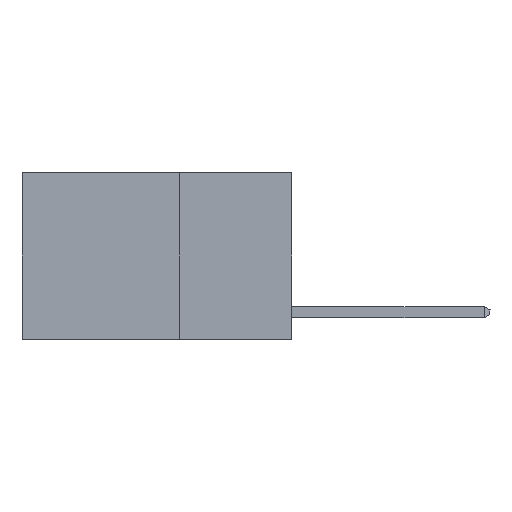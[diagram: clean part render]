
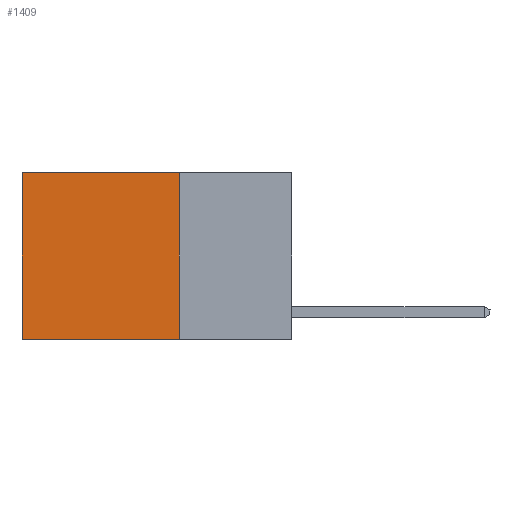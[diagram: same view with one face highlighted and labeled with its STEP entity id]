
A CAD part, left-side view. The second image highlights one B-rep face of the part: STEP entity #1409.
In plain terms, the highlighted planar face has unit normal (-1, 0, 0).
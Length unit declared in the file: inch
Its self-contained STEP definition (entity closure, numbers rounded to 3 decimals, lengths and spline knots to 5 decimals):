
#791 = DIRECTION ( 'NONE',  ( 1., 0., 0. ) ) ;
#1017 = VERTEX_POINT ( 'NONE', #11446 ) ;
#1409 = ADVANCED_FACE ( 'NONE', ( #8721 ), #7199, .F. ) ;
#1632 = EDGE_CURVE ( 'NONE', #27003, #6732, #10450, .T. ) ;
#2954 = CARTESIAN_POINT ( 'NONE',  ( 0.2625, 0.25, 0. ) ) ;
#2969 = DIRECTION ( 'NONE',  ( 0., 0., -1. ) ) ;
#3535 = VECTOR ( 'NONE', #28494, 39.37008 ) ;
#4273 = CARTESIAN_POINT ( 'NONE',  ( 0.2625, 0.25, -0.37 ) ) ;
#5070 = CARTESIAN_POINT ( 'NONE',  ( 0.2625, 0.25, 0. ) ) ;
#5465 = LINE ( 'NONE', #4273, #12340 ) ;
#6732 = VERTEX_POINT ( 'NONE', #22590 ) ;
#7048 = ORIENTED_EDGE ( 'NONE', *, *, #27040, .T. ) ;
#7199 = PLANE ( 'NONE',  #14897 ) ;
#8721 = FACE_OUTER_BOUND ( 'NONE', #15098, .T. ) ;
#9009 = ORIENTED_EDGE ( 'NONE', *, *, #1632, .T. ) ;
#9742 = EDGE_CURVE ( 'NONE', #27003, #15124, #27631, .T. ) ;
#10450 = LINE ( 'NONE', #18505, #3535 ) ;
#11446 = CARTESIAN_POINT ( 'NONE',  ( 0.2625, 0.6, -0.37 ) ) ;
#12340 = VECTOR ( 'NONE', #17301, 39.37008 ) ;
#13942 = DIRECTION ( 'NONE',  ( 0., 0., -1. ) ) ;
#14897 = AXIS2_PLACEMENT_3D ( 'NONE', #18806, #791, #2969 ) ;
#15098 = EDGE_LOOP ( 'NONE', ( #7048, #23176, #23243, #9009 ) ) ;
#15124 = VERTEX_POINT ( 'NONE', #19144 ) ;
#15957 = VECTOR ( 'NONE', #25076, 39.37008 ) ;
#16068 = CARTESIAN_POINT ( 'NONE',  ( 0.2625, 0.6, 0. ) ) ;
#17301 = DIRECTION ( 'NONE',  ( 0., 1., 0. ) ) ;
#18505 = CARTESIAN_POINT ( 'NONE',  ( 0.2625, 0.25, 0. ) ) ;
#18806 = CARTESIAN_POINT ( 'NONE',  ( 0.2625, 0.25, 0. ) ) ;
#19144 = CARTESIAN_POINT ( 'NONE',  ( 0.2625, 0.25, -0.37 ) ) ;
#19259 = EDGE_CURVE ( 'NONE', #15124, #1017, #5465, .T. ) ;
#22590 = CARTESIAN_POINT ( 'NONE',  ( 0.2625, 0.6, 0. ) ) ;
#23176 = ORIENTED_EDGE ( 'NONE', *, *, #19259, .F. ) ;
#23243 = ORIENTED_EDGE ( 'NONE', *, *, #9742, .F. ) ;
#23585 = VECTOR ( 'NONE', #13942, 39.37008 ) ;
#24986 = LINE ( 'NONE', #16068, #23585 ) ;
#25076 = DIRECTION ( 'NONE',  ( 0., 0., -1. ) ) ;
#27003 = VERTEX_POINT ( 'NONE', #5070 ) ;
#27040 = EDGE_CURVE ( 'NONE', #6732, #1017, #24986, .T. ) ;
#27631 = LINE ( 'NONE', #2954, #15957 ) ;
#28494 = DIRECTION ( 'NONE',  ( 0., 1., 0. ) ) ;
